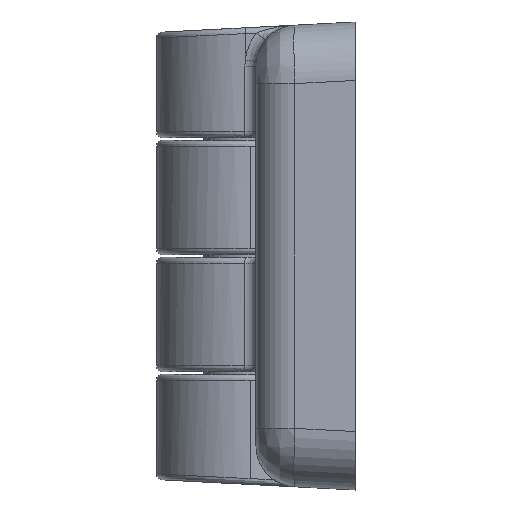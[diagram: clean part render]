
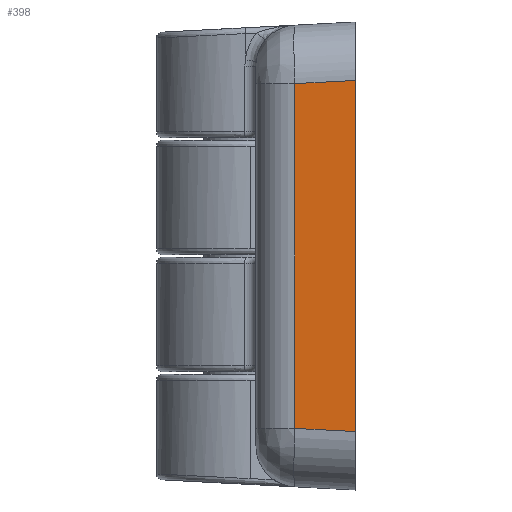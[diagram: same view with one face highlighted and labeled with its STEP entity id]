
A CAD part, left-side view. The second image highlights one B-rep face of the part: STEP entity #398.
In plain terms, the highlighted planar face has unit normal (-0.999, 0.052, 0).
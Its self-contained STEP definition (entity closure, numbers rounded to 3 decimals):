
#398=ADVANCED_FACE('NONE',(#1058),#1059,.T.);
#1058=FACE_OUTER_BOUND('',#2003,.T.);
#1059=PLANE('',#2004);
#2003=EDGE_LOOP('',(#5630,#5631,#5632,#5633));
#2004=AXIS2_PLACEMENT_3D('',#5634,#5635,#5636);
#5630=ORIENTED_EDGE('',*,*,#8032,.T.);
#5631=ORIENTED_EDGE('',*,*,#8033,.T.);
#5632=ORIENTED_EDGE('',*,*,#8034,.T.);
#5633=ORIENTED_EDGE('',*,*,#7989,.T.);
#5634=CARTESIAN_POINT('',(-30.0,0.,-20.0));
#5635=DIRECTION('',(-0.999,0.052,0.0));
#5636=DIRECTION('',(0.0,0.0,1.0));
#7989=EDGE_CURVE('NONE',#9097,#9095,#9098,.T.);
#8032=EDGE_CURVE('NONE',#9095,#9175,#9176,.T.);
#8033=EDGE_CURVE('NONE',#9175,#9177,#9178,.T.);
#8034=EDGE_CURVE('NONE',#9177,#9097,#9179,.T.);
#9095=VERTEX_POINT('NONE',#10929);
#9097=VERTEX_POINT('NONE',#10941);
#9098=LINE('',#10942,#10943);
#9175=VERTEX_POINT('NONE',#11158);
#9176=LINE('',#11159,#11160);
#9177=VERTEX_POINT('NONE',#11161);
#9178=LINE('',#11162,#11163);
#9179=LINE('',#11164,#11165);
#10929=CARTESIAN_POINT('',(-30.0,0.,15.007));
#10941=CARTESIAN_POINT('',(-30.0,0.,-15.007));
#10942=CARTESIAN_POINT('',(-30.0,0.,-20.0));
#10943=VECTOR('',#14062,1000.0);
#11158=CARTESIAN_POINT('',(-29.728,5.183,14.735));
#11159=CARTESIAN_POINT('',(-29.904,1.825,14.911));
#11160=VECTOR('',#14111,1000.0);
#11161=CARTESIAN_POINT('',(-29.728,5.183,-14.735));
#11162=CARTESIAN_POINT('',(-29.728,5.183,-20.0));
#11163=VECTOR('',#14112,1000.0);
#11164=CARTESIAN_POINT('',(-30.014,-0.26,-15.02));
#11165=VECTOR('',#14113,1000.0);
#14062=DIRECTION('',(-0.0,0.0,1.0));
#14111=DIRECTION('',(0.052,0.997,-0.052));
#14112=DIRECTION('',(0.0,0.0,-1.0));
#14113=DIRECTION('',(-0.052,-0.997,-0.052));
